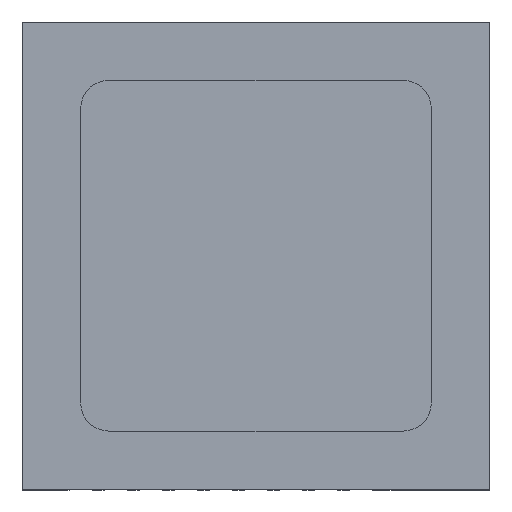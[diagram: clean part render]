
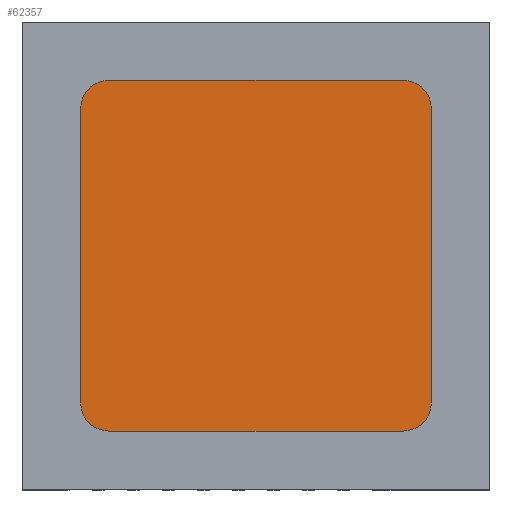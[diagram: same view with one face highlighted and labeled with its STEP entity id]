
A CAD part, top view. The second image highlights one B-rep face of the part: STEP entity #62357.
In plain terms, the highlighted planar face has unit normal (0, 0, 1).
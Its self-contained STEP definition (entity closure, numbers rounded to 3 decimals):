
#4498=PLANE('',#69147);
#8242=FACE_OUTER_BOUND('',#12135,.T.);
#12135=EDGE_LOOP('',(#53190,#53191,#53192,#53193,#53194,#53195,#53196,#53197));
#15352=CIRCLE('',#68983,6.);
#15354=CIRCLE('',#68988,6.);
#15431=CIRCLE('',#69148,6.);
#15432=CIRCLE('',#69149,6.);
#19289=LINE('',#140449,#22168);
#19293=LINE('',#140462,#22172);
#19362=LINE('',#140793,#22241);
#19363=LINE('',#140796,#22242);
#22168=VECTOR('',#84761,63.);
#22172=VECTOR('',#84773,63.);
#22241=VECTOR('',#85156,63.);
#22242=VECTOR('',#85159,63.);
#27639=VERTEX_POINT('',#140390);
#27641=VERTEX_POINT('',#140393);
#27663=VERTEX_POINT('',#140446);
#27665=VERTEX_POINT('',#140452);
#27667=VERTEX_POINT('',#140455);
#27669=VERTEX_POINT('',#140461);
#27774=VERTEX_POINT('',#140792);
#27775=VERTEX_POINT('',#140795);
#36232=EDGE_CURVE('',#27641,#27639,#15352,.T.);
#36262=EDGE_CURVE('',#27639,#27663,#19289,.T.);
#36265=EDGE_CURVE('',#27667,#27665,#15354,.T.);
#36268=EDGE_CURVE('',#27669,#27667,#19293,.T.);
#36412=EDGE_CURVE('',#27774,#27641,#19362,.T.);
#36413=EDGE_CURVE('',#27663,#27669,#15431,.T.);
#36414=EDGE_CURVE('',#27665,#27775,#19363,.T.);
#36415=EDGE_CURVE('',#27775,#27774,#15432,.T.);
#53190=ORIENTED_EDGE('',*,*,#36412,.T.);
#53191=ORIENTED_EDGE('',*,*,#36232,.T.);
#53192=ORIENTED_EDGE('',*,*,#36262,.T.);
#53193=ORIENTED_EDGE('',*,*,#36413,.T.);
#53194=ORIENTED_EDGE('',*,*,#36268,.T.);
#53195=ORIENTED_EDGE('',*,*,#36265,.T.);
#53196=ORIENTED_EDGE('',*,*,#36414,.T.);
#53197=ORIENTED_EDGE('',*,*,#36415,.T.);
#62357=ADVANCED_FACE('',(#8242),#4498,.T.);
#68983=AXIS2_PLACEMENT_3D('',#140394,#84725,#84726);
#68988=AXIS2_PLACEMENT_3D('',#140456,#84766,#84767);
#69147=AXIS2_PLACEMENT_3D('',#140791,#85154,#85155);
#69148=AXIS2_PLACEMENT_3D('',#140794,#85157,#85158);
#69149=AXIS2_PLACEMENT_3D('',#140797,#85160,#85161);
#84725=DIRECTION('center_axis',(0.,0.,1.));
#84726=DIRECTION('ref_axis',(1.,0.,0.));
#84761=DIRECTION('',(-1.,0.,0.));
#84766=DIRECTION('center_axis',(0.,0.,1.));
#84767=DIRECTION('ref_axis',(1.,0.,0.));
#84773=DIRECTION('',(0.,-1.,0.));
#85154=DIRECTION('center_axis',(0.,0.,1.));
#85155=DIRECTION('ref_axis',(1.,0.,0.));
#85156=DIRECTION('',(0.,1.,0.));
#85157=DIRECTION('center_axis',(0.,0.,1.));
#85158=DIRECTION('ref_axis',(1.,0.,0.));
#85159=DIRECTION('',(1.,0.,0.));
#85160=DIRECTION('center_axis',(0.,0.,1.));
#85161=DIRECTION('ref_axis',(1.,0.,0.));
#140390=CARTESIAN_POINT('',(31.5,37.5,42.925));
#140393=CARTESIAN_POINT('',(37.5,31.5,42.925));
#140394=CARTESIAN_POINT('Origin',(31.5,31.5,42.925));
#140446=CARTESIAN_POINT('',(-31.5,37.5,42.925));
#140449=CARTESIAN_POINT('',(-37.5,37.5,42.925));
#140452=CARTESIAN_POINT('',(-31.5,-37.5,42.925));
#140455=CARTESIAN_POINT('',(-37.5,-31.5,42.925));
#140456=CARTESIAN_POINT('Origin',(-31.5,-31.5,42.925));
#140461=CARTESIAN_POINT('',(-37.5,31.5,42.925));
#140462=CARTESIAN_POINT('',(-37.5,-37.5,42.925));
#140791=CARTESIAN_POINT('Origin',(-37.5,-37.5,42.925));
#140792=CARTESIAN_POINT('',(37.5,-31.5,42.925));
#140793=CARTESIAN_POINT('',(37.5,-37.5,42.925));
#140794=CARTESIAN_POINT('Origin',(-31.5,31.5,42.925));
#140795=CARTESIAN_POINT('',(31.5,-37.5,42.925));
#140796=CARTESIAN_POINT('',(-37.5,-37.5,42.925));
#140797=CARTESIAN_POINT('Origin',(31.5,-31.5,42.925));
